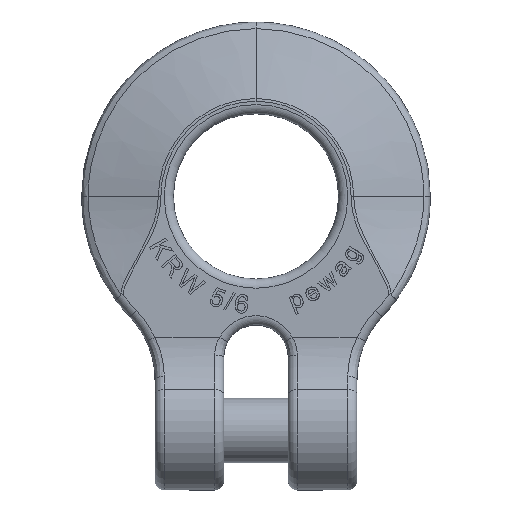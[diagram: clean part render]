
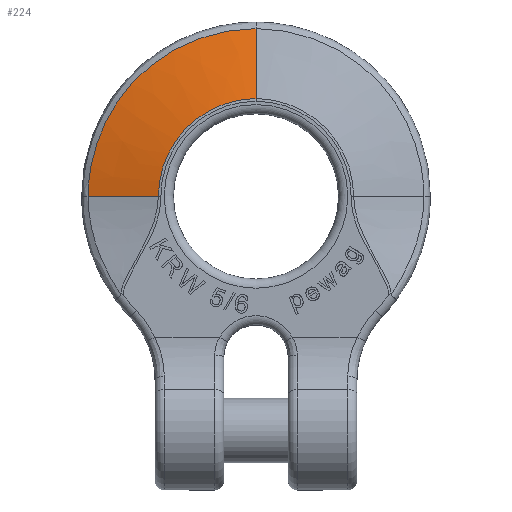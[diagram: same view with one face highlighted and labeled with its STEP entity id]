
A CAD part, top view. The second image highlights one B-rep face of the part: STEP entity #224.
In plain terms, the highlighted free-form (B-spline) face has degree [3, 3] with [7, 4] control points.
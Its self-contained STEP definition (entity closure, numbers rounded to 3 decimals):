
#193=B_SPLINE_SURFACE_WITH_KNOTS('',3,3,((#6857,#6858,#6859,#6860),(#6861,
#6862,#6863,#6864),(#6865,#6866,#6867,#6868),(#6869,#6870,#6871,#6872),(#6873,
#6874,#6875,#6876),(#6877,#6878,#6879,#6880),(#6881,#6882,#6883,#6884)),
.UNSPECIFIED.,.F.,.F.,.F.,(4,1,1,1,4),(4,4),(0.,0.25,0.5,0.75,1.),(0.,1.),
.UNSPECIFIED.);
#224=ADVANCED_FACE('',(#598),#193,.T.);
#598=FACE_OUTER_BOUND('',#1002,.T.);
#1002=EDGE_LOOP('',(#1942,#1943,#1944,#1945));
#1373=B_SPLINE_CURVE_WITH_KNOTS('',3,(#6833,#6834,#6835,#6836),.UNSPECIFIED.,
.F.,.F.,(4,4),(0.,1.),.UNSPECIFIED.);
#1374=B_SPLINE_CURVE_WITH_KNOTS('',3,(#6839,#6840,#6841,#6842,#6843,#6844),
.UNSPECIFIED.,.F.,.F.,(4,2,4),(0.,0.5,1.),.UNSPECIFIED.);
#1375=B_SPLINE_CURVE_WITH_KNOTS('',3,(#6846,#6847,#6848,#6849),.UNSPECIFIED.,
.F.,.F.,(4,4),(0.,1.),.UNSPECIFIED.);
#1376=B_SPLINE_CURVE_WITH_KNOTS('',3,(#6851,#6852,#6853,#6854,#6855,#6856),
.UNSPECIFIED.,.F.,.F.,(4,2,4),(0.,0.5,1.),.UNSPECIFIED.);
#1942=ORIENTED_EDGE('',*,*,#3815,.T.);
#1943=ORIENTED_EDGE('',*,*,#3816,.T.);
#1944=ORIENTED_EDGE('',*,*,#3817,.T.);
#1945=ORIENTED_EDGE('',*,*,#3818,.T.);
#3348=VERTEX_POINT('',#6837);
#3349=VERTEX_POINT('',#6838);
#3350=VERTEX_POINT('',#6845);
#3351=VERTEX_POINT('',#6850);
#3815=EDGE_CURVE('',#3348,#3349,#1373,.T.);
#3816=EDGE_CURVE('',#3349,#3350,#1374,.T.);
#3817=EDGE_CURVE('',#3350,#3351,#1375,.T.);
#3818=EDGE_CURVE('',#3351,#3348,#1376,.T.);
#6833=CARTESIAN_POINT('',(-18.282,0.,1.711));
#6834=CARTESIAN_POINT('',(-15.734,0.,2.461));
#6835=CARTESIAN_POINT('',(-13.186,0.,3.21));
#6836=CARTESIAN_POINT('',(-10.638,0.,3.959));
#6837=CARTESIAN_POINT('',(-18.282,0.,1.711));
#6838=CARTESIAN_POINT('',(-10.638,0.,3.959));
#6839=CARTESIAN_POINT('',(-10.638,0.,3.959));
#6840=CARTESIAN_POINT('',(-10.638,2.77,3.959));
#6841=CARTESIAN_POINT('',(-9.486,5.557,3.959));
#6842=CARTESIAN_POINT('',(-5.565,9.481,3.959));
#6843=CARTESIAN_POINT('',(-2.77,10.638,3.959));
#6844=CARTESIAN_POINT('',(0.,10.638,3.959));
#6845=CARTESIAN_POINT('',(0.,10.638,3.959));
#6846=CARTESIAN_POINT('',(0.,10.638,3.959));
#6847=CARTESIAN_POINT('',(0.,13.186,3.21));
#6848=CARTESIAN_POINT('',(0.,15.734,2.461));
#6849=CARTESIAN_POINT('',(0.,18.282,1.711));
#6850=CARTESIAN_POINT('',(0.,18.282,1.711));
#6851=CARTESIAN_POINT('',(0.,18.282,1.711));
#6852=CARTESIAN_POINT('',(-4.799,18.282,1.711));
#6853=CARTESIAN_POINT('',(-9.562,16.296,1.711));
#6854=CARTESIAN_POINT('',(-16.302,9.55,1.711));
#6855=CARTESIAN_POINT('',(-18.282,4.799,1.711));
#6856=CARTESIAN_POINT('',(-18.282,0.,1.711));
#6857=CARTESIAN_POINT('',(0.,19.,1.5));
#6858=CARTESIAN_POINT('',(0.,16.167,2.333));
#6859=CARTESIAN_POINT('',(0.,13.333,3.167));
#6860=CARTESIAN_POINT('',(0.,10.5,4.));
#6861=CARTESIAN_POINT('',(-2.487,19.,1.5));
#6862=CARTESIAN_POINT('',(-2.116,16.167,2.333));
#6863=CARTESIAN_POINT('',(-1.745,13.333,3.167));
#6864=CARTESIAN_POINT('',(-1.374,10.5,4.));
#6865=CARTESIAN_POINT('',(-7.46,18.01,1.5));
#6866=CARTESIAN_POINT('',(-6.348,15.325,2.333));
#6867=CARTESIAN_POINT('',(-5.235,12.639,3.167));
#6868=CARTESIAN_POINT('',(-4.123,9.953,4.));
#6869=CARTESIAN_POINT('',(-13.785,13.785,1.5));
#6870=CARTESIAN_POINT('',(-11.729,11.729,2.333));
#6871=CARTESIAN_POINT('',(-9.674,9.674,3.167));
#6872=CARTESIAN_POINT('',(-7.618,7.618,4.));
#6873=CARTESIAN_POINT('',(-18.011,7.46,1.5));
#6874=CARTESIAN_POINT('',(-15.325,6.348,2.333));
#6875=CARTESIAN_POINT('',(-12.639,5.235,3.167));
#6876=CARTESIAN_POINT('',(-9.953,4.123,4.));
#6877=CARTESIAN_POINT('',(-19.,2.487,1.5));
#6878=CARTESIAN_POINT('',(-16.167,2.116,2.333));
#6879=CARTESIAN_POINT('',(-13.333,1.745,3.167));
#6880=CARTESIAN_POINT('',(-10.5,1.374,4.));
#6881=CARTESIAN_POINT('',(-19.,0.,1.5));
#6882=CARTESIAN_POINT('',(-16.167,0.,2.333));
#6883=CARTESIAN_POINT('',(-13.333,0.,3.167));
#6884=CARTESIAN_POINT('',(-10.5,0.,4.));
